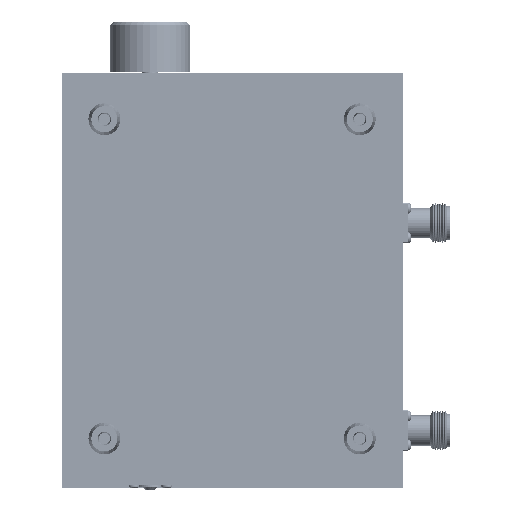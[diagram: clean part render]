
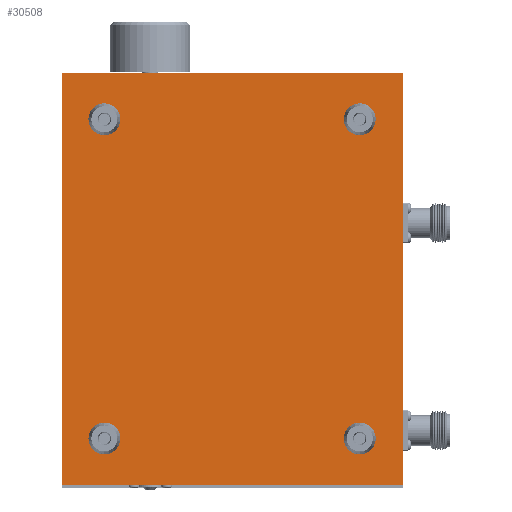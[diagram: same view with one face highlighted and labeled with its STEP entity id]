
A CAD part, front view. The second image highlights one B-rep face of the part: STEP entity #30508.
In plain terms, the highlighted planar face has unit normal (0, -1, 0).
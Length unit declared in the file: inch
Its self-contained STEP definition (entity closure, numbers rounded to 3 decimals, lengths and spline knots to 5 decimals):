
#1327 = ORIENTED_EDGE ( 'NONE', *, *, #58012, .F. ) ;
#1475 = CARTESIAN_POINT ( 'NONE',  ( 2., 0., -5.725 ) ) ;
#1706 = DIRECTION ( 'NONE',  ( 0., 0., -1. ) ) ;
#1907 = AXIS2_PLACEMENT_3D ( 'NONE', #50088, #44482, #1706 ) ;
#2788 = CARTESIAN_POINT ( 'NONE',  ( 2., 0., -0.725 ) ) ;
#3161 = FACE_BOUND ( 'NONE', #59113, .T. ) ;
#3459 = DIRECTION ( 'NONE',  ( 0., 0., -1. ) ) ;
#3584 = EDGE_CURVE ( 'NONE', #20429, #20226, #14586, .T. ) ;
#4786 = ORIENTED_EDGE ( 'NONE', *, *, #18196, .F. ) ;
#6725 = CARTESIAN_POINT ( 'NONE',  ( -2.67, 0., -6.45 ) ) ;
#7628 = ORIENTED_EDGE ( 'NONE', *, *, #14733, .F. ) ;
#7995 = AXIS2_PLACEMENT_3D ( 'NONE', #45653, #31593, #59083 ) ;
#8148 = FACE_BOUND ( 'NONE', #43718, .T. ) ;
#8450 = FACE_OUTER_BOUND ( 'NONE', #48588, .T. ) ;
#9457 = CARTESIAN_POINT ( 'NONE',  ( 2., 0., -0.975 ) ) ;
#10231 = EDGE_CURVE ( 'NONE', #22695, #37767, #44918, .T. ) ;
#10328 = VERTEX_POINT ( 'NONE', #11643 ) ;
#10642 = LINE ( 'NONE', #49051, #45517 ) ;
#10906 = LINE ( 'NONE', #24319, #20389 ) ;
#11470 = DIRECTION ( 'NONE',  ( 0., -1., 0. ) ) ;
#11643 = CARTESIAN_POINT ( 'NONE',  ( -2., 0., -5.475 ) ) ;
#11695 = VERTEX_POINT ( 'NONE', #32448 ) ;
#12240 = PLANE ( 'NONE',  #14959 ) ;
#12308 = EDGE_LOOP ( 'NONE', ( #4786, #7628 ) ) ;
#12358 = VERTEX_POINT ( 'NONE', #13580 ) ;
#12788 = DIRECTION ( 'NONE',  ( 0., -1., 0. ) ) ;
#13580 = CARTESIAN_POINT ( 'NONE',  ( 2., 0., -5.475 ) ) ;
#13982 = CIRCLE ( 'NONE', #44879, 0.25 ) ;
#14130 = AXIS2_PLACEMENT_3D ( 'NONE', #40054, #49740, #53794 ) ;
#14586 = LINE ( 'NONE', #43005, #48675 ) ;
#14733 = EDGE_CURVE ( 'NONE', #37419, #50055, #56417, .T. ) ;
#14872 = EDGE_CURVE ( 'NONE', #56786, #10328, #50417, .T. ) ;
#14959 = AXIS2_PLACEMENT_3D ( 'NONE', #31577, #36571, #3459 ) ;
#15655 = EDGE_CURVE ( 'NONE', #20226, #11695, #10642, .T. ) ;
#16070 = CARTESIAN_POINT ( 'NONE',  ( -2., 0., -0.975 ) ) ;
#16245 = DIRECTION ( 'NONE',  ( 0., 0., -1. ) ) ;
#17536 = FACE_BOUND ( 'NONE', #12308, .T. ) ;
#17736 = ORIENTED_EDGE ( 'NONE', *, *, #45188, .F. ) ;
#17774 = CARTESIAN_POINT ( 'NONE',  ( -2., 0., -5.725 ) ) ;
#18104 = CARTESIAN_POINT ( 'NONE',  ( 2., 0., -5.725 ) ) ;
#18196 = EDGE_CURVE ( 'NONE', #50055, #37419, #38754, .T. ) ;
#18206 = VERTEX_POINT ( 'NONE', #26354 ) ;
#19275 = EDGE_CURVE ( 'NONE', #35654, #11695, #43557, .T. ) ;
#19331 = CIRCLE ( 'NONE', #28298, 0.25 ) ;
#20226 = VERTEX_POINT ( 'NONE', #26484 ) ;
#20389 = VECTOR ( 'NONE', #53043, 39.37008 ) ;
#20429 = VERTEX_POINT ( 'NONE', #6725 ) ;
#21279 = CARTESIAN_POINT ( 'NONE',  ( -2.67, 0., 0. ) ) ;
#22206 = FACE_BOUND ( 'NONE', #24920, .T. ) ;
#22695 = VERTEX_POINT ( 'NONE', #16070 ) ;
#23189 = CARTESIAN_POINT ( 'NONE',  ( -2., 0., -5.725 ) ) ;
#24319 = CARTESIAN_POINT ( 'NONE',  ( -2.67, 0., -6.45 ) ) ;
#24920 = EDGE_LOOP ( 'NONE', ( #59196, #17736 ) ) ;
#26354 = CARTESIAN_POINT ( 'NONE',  ( 2., 0., -5.975 ) ) ;
#26484 = CARTESIAN_POINT ( 'NONE',  ( 2.67, 0., -6.45 ) ) ;
#26488 = AXIS2_PLACEMENT_3D ( 'NONE', #2788, #12788, #16245 ) ;
#27247 = ORIENTED_EDGE ( 'NONE', *, *, #10231, .F. ) ;
#28298 = AXIS2_PLACEMENT_3D ( 'NONE', #1475, #11470, #49556 ) ;
#30196 = EDGE_CURVE ( 'NONE', #10328, #56786, #13982, .T. ) ;
#30508 = ADVANCED_FACE ( 'NONE', ( #8148, #22206, #17536, #3161, #8450 ), #12240, .T. ) ;
#30609 = ORIENTED_EDGE ( 'NONE', *, *, #52705, .F. ) ;
#31269 = DIRECTION ( 'NONE',  ( 1., 0., 0. ) ) ;
#31464 = AXIS2_PLACEMENT_3D ( 'NONE', #17774, #32431, #46483 ) ;
#31577 = CARTESIAN_POINT ( 'NONE',  ( -2.67, 0., -6.45 ) ) ;
#31593 = DIRECTION ( 'NONE',  ( 0., -1., 0. ) ) ;
#32101 = CARTESIAN_POINT ( 'NONE',  ( 2., 0., -0.475 ) ) ;
#32431 = DIRECTION ( 'NONE',  ( 0., -1., 0. ) ) ;
#32448 = CARTESIAN_POINT ( 'NONE',  ( 2.67, 0., 0. ) ) ;
#32461 = DIRECTION ( 'NONE',  ( 0., 0., -1. ) ) ;
#34671 = DIRECTION ( 'NONE',  ( 0., 0., 1. ) ) ;
#35654 = VERTEX_POINT ( 'NONE', #40682 ) ;
#36571 = DIRECTION ( 'NONE',  ( 0., -1., 0. ) ) ;
#37419 = VERTEX_POINT ( 'NONE', #32101 ) ;
#37767 = VERTEX_POINT ( 'NONE', #48934 ) ;
#37799 = CIRCLE ( 'NONE', #49764, 0.25 ) ;
#38754 = CIRCLE ( 'NONE', #1907, 0.25 ) ;
#39236 = DIRECTION ( 'NONE',  ( 1., 0., 0. ) ) ;
#39809 = ORIENTED_EDGE ( 'NONE', *, *, #3584, .T. ) ;
#40054 = CARTESIAN_POINT ( 'NONE',  ( -2., 0., -0.725 ) ) ;
#40682 = CARTESIAN_POINT ( 'NONE',  ( -2.67, 0., 0. ) ) ;
#43005 = CARTESIAN_POINT ( 'NONE',  ( -2.67, 0., -6.45 ) ) ;
#43557 = LINE ( 'NONE', #21279, #46780 ) ;
#43718 = EDGE_LOOP ( 'NONE', ( #55293, #43732 ) ) ;
#43732 = ORIENTED_EDGE ( 'NONE', *, *, #30196, .F. ) ;
#44482 = DIRECTION ( 'NONE',  ( 0., -1., 0. ) ) ;
#44879 = AXIS2_PLACEMENT_3D ( 'NONE', #23189, #59832, #45181 ) ;
#44918 = CIRCLE ( 'NONE', #7995, 0.25 ) ;
#45181 = DIRECTION ( 'NONE',  ( 0., 0., -1. ) ) ;
#45188 = EDGE_CURVE ( 'NONE', #12358, #18206, #37799, .T. ) ;
#45517 = VECTOR ( 'NONE', #34671, 39.37008 ) ;
#45653 = CARTESIAN_POINT ( 'NONE',  ( -2., 0., -0.725 ) ) ;
#46483 = DIRECTION ( 'NONE',  ( 0., 0., -1. ) ) ;
#46780 = VECTOR ( 'NONE', #31269, 39.37008 ) ;
#47806 = ORIENTED_EDGE ( 'NONE', *, *, #15655, .T. ) ;
#48514 = EDGE_CURVE ( 'NONE', #18206, #12358, #19331, .T. ) ;
#48588 = EDGE_LOOP ( 'NONE', ( #58641, #30609, #39809, #47806 ) ) ;
#48675 = VECTOR ( 'NONE', #39236, 39.37008 ) ;
#48934 = CARTESIAN_POINT ( 'NONE',  ( -2., 0., -0.475 ) ) ;
#49051 = CARTESIAN_POINT ( 'NONE',  ( 2.67, 0., -6.45 ) ) ;
#49556 = DIRECTION ( 'NONE',  ( 0., 0., -1. ) ) ;
#49740 = DIRECTION ( 'NONE',  ( 0., -1., 0. ) ) ;
#49764 = AXIS2_PLACEMENT_3D ( 'NONE', #18104, #61159, #32461 ) ;
#50055 = VERTEX_POINT ( 'NONE', #9457 ) ;
#50088 = CARTESIAN_POINT ( 'NONE',  ( 2., 0., -0.725 ) ) ;
#50417 = CIRCLE ( 'NONE', #31464, 0.25 ) ;
#52705 = EDGE_CURVE ( 'NONE', #20429, #35654, #10906, .T. ) ;
#53043 = DIRECTION ( 'NONE',  ( 0., 0., 1. ) ) ;
#53794 = DIRECTION ( 'NONE',  ( 0., 0., -1. ) ) ;
#55293 = ORIENTED_EDGE ( 'NONE', *, *, #14872, .F. ) ;
#56417 = CIRCLE ( 'NONE', #26488, 0.25 ) ;
#56786 = VERTEX_POINT ( 'NONE', #59158 ) ;
#57013 = CIRCLE ( 'NONE', #14130, 0.25 ) ;
#58012 = EDGE_CURVE ( 'NONE', #37767, #22695, #57013, .T. ) ;
#58641 = ORIENTED_EDGE ( 'NONE', *, *, #19275, .F. ) ;
#59083 = DIRECTION ( 'NONE',  ( 0., 0., -1. ) ) ;
#59113 = EDGE_LOOP ( 'NONE', ( #27247, #1327 ) ) ;
#59158 = CARTESIAN_POINT ( 'NONE',  ( -2., 0., -5.975 ) ) ;
#59196 = ORIENTED_EDGE ( 'NONE', *, *, #48514, .F. ) ;
#59832 = DIRECTION ( 'NONE',  ( 0., -1., 0. ) ) ;
#61159 = DIRECTION ( 'NONE',  ( 0., -1., 0. ) ) ;
